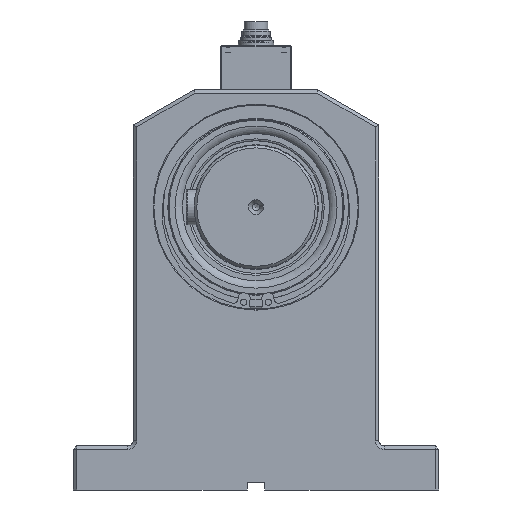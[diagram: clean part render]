
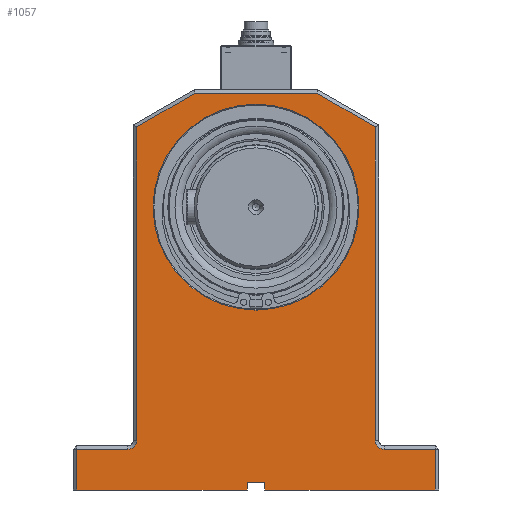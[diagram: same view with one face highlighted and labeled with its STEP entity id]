
A CAD part, left-side view. The second image highlights one B-rep face of the part: STEP entity #1057.
In plain terms, the highlighted face is planar.
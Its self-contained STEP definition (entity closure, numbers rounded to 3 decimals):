
#1057 = ADVANCED_FACE( '', ( #2185, #2186 ), #2187, .F. );
#2185 = FACE_BOUND( '', #3842, .T. );
#2186 = FACE_OUTER_BOUND( '', #3843, .T. );
#2187 = PLANE( '', #3844 );
#3842 = EDGE_LOOP( '', ( #5553 ) );
#3843 = EDGE_LOOP( '', ( #5554, #5555, #5556, #5557, #5558, #5559, #5560, #5561, #5562, #5563, #5564, #5565, #5566, #5567, #5568, #5569 ) );
#3844 = AXIS2_PLACEMENT_3D( '', #5570, #5571, #5572 );
#5553 = ORIENTED_EDGE( '', *, *, #8670, .T. );
#5554 = ORIENTED_EDGE( '', *, *, #8671, .T. );
#5555 = ORIENTED_EDGE( '', *, *, #8672, .T. );
#5556 = ORIENTED_EDGE( '', *, *, #8673, .T. );
#5557 = ORIENTED_EDGE( '', *, *, #8674, .T. );
#5558 = ORIENTED_EDGE( '', *, *, #8675, .T. );
#5559 = ORIENTED_EDGE( '', *, *, #8676, .T. );
#5560 = ORIENTED_EDGE( '', *, *, #8677, .T. );
#5561 = ORIENTED_EDGE( '', *, *, #8678, .T. );
#5562 = ORIENTED_EDGE( '', *, *, #8679, .T. );
#5563 = ORIENTED_EDGE( '', *, *, #8680, .F. );
#5564 = ORIENTED_EDGE( '', *, *, #8681, .F. );
#5565 = ORIENTED_EDGE( '', *, *, #8682, .F. );
#5566 = ORIENTED_EDGE( '', *, *, #8683, .T. );
#5567 = ORIENTED_EDGE( '', *, *, #8684, .T. );
#5568 = ORIENTED_EDGE( '', *, *, #8685, .T. );
#5569 = ORIENTED_EDGE( '', *, *, #8686, .T. );
#5570 = CARTESIAN_POINT( '', ( 72.5, 0., 28. ) );
#5571 = DIRECTION( '', ( 0., 1., 0. ) );
#5572 = DIRECTION( '', ( 0., 0., 1. ) );
#8670 = EDGE_CURVE( '', #9916, #9916, #9917, .T. );
#8671 = EDGE_CURVE( '', #9918, #9919, #9920, .T. );
#8672 = EDGE_CURVE( '', #9919, #9921, #9922, .T. );
#8673 = EDGE_CURVE( '', #9921, #9923, #9924, .T. );
#8674 = EDGE_CURVE( '', #9923, #9925, #9926, .T. );
#8675 = EDGE_CURVE( '', #9925, #9927, #9928, .T. );
#8676 = EDGE_CURVE( '', #9927, #9929, #9930, .T. );
#8677 = EDGE_CURVE( '', #9929, #9931, #9932, .T. );
#8678 = EDGE_CURVE( '', #9931, #9933, #9934, .T. );
#8679 = EDGE_CURVE( '', #9933, #9935, #9936, .T. );
#8680 = EDGE_CURVE( '', #9937, #9935, #9938, .T. );
#8681 = EDGE_CURVE( '', #9939, #9937, #9940, .T. );
#8682 = EDGE_CURVE( '', #9941, #9939, #9942, .T. );
#8683 = EDGE_CURVE( '', #9941, #9943, #9944, .T. );
#8684 = EDGE_CURVE( '', #9943, #9945, #9946, .T. );
#8685 = EDGE_CURVE( '', #9945, #9947, #9948, .T. );
#8686 = EDGE_CURVE( '', #9947, #9918, #9949, .T. );
#9916 = VERTEX_POINT( '', #11712 );
#9917 = CIRCLE( '', #11713, 58.25 );
#9918 = VERTEX_POINT( '', #11714 );
#9919 = VERTEX_POINT( '', #11715 );
#9920 = LINE( '', #11716, #11717 );
#9921 = VERTEX_POINT( '', #11718 );
#9922 = LINE( '', #11719, #11720 );
#9923 = VERTEX_POINT( '', #11721 );
#9924 = LINE( '', #11722, #11723 );
#9925 = VERTEX_POINT( '', #11724 );
#9926 = LINE( '', #11725, #11726 );
#9927 = VERTEX_POINT( '', #11727 );
#9928 = LINE( '', #11728, #11729 );
#9929 = VERTEX_POINT( '', #11730 );
#9930 = CIRCLE( '', #11731, 5. );
#9931 = VERTEX_POINT( '', #11732 );
#9932 = LINE( '', #11733, #11734 );
#9933 = VERTEX_POINT( '', #11735 );
#9934 = LINE( '', #11736, #11737 );
#9935 = VERTEX_POINT( '', #11738 );
#9936 = LINE( '', #11739, #11740 );
#9937 = VERTEX_POINT( '', #11741 );
#9938 = LINE( '', #11742, #11743 );
#9939 = VERTEX_POINT( '', #11744 );
#9940 = LINE( '', #11745, #11746 );
#9941 = VERTEX_POINT( '', #11747 );
#9942 = LINE( '', #11748, #11749 );
#9943 = VERTEX_POINT( '', #11750 );
#9944 = LINE( '', #11751, #11752 );
#9945 = VERTEX_POINT( '', #11753 );
#9946 = LINE( '', #11754, #11755 );
#9947 = VERTEX_POINT( '', #11756 );
#9948 = LINE( '', #11757, #11758 );
#9949 = CIRCLE( '', #11759, 5. );
#11712 = CARTESIAN_POINT( '', ( 0., 0., 218.25 ) );
#11713 = AXIS2_PLACEMENT_3D( '', #13942, #13943, #13944 );
#11714 = CARTESIAN_POINT( '', ( 67.5, 0., 28. ) );
#11715 = CARTESIAN_POINT( '', ( 67.5, 0., 205.345 ) );
#11716 = CARTESIAN_POINT( '', ( 67.5, 0., 206.5 ) );
#11717 = VECTOR( '', #13945, 1000. );
#11718 = CARTESIAN_POINT( '', ( 34.323, 0., 224.5 ) );
#11719 = CARTESIAN_POINT( '', ( 148.043, 0., 158.844 ) );
#11720 = VECTOR( '', #13946, 1000. );
#11721 = CARTESIAN_POINT( '', ( -34.323, 0., 224.5 ) );
#11722 = CARTESIAN_POINT( '', ( -34.859, 0., 224.5 ) );
#11723 = VECTOR( '', #13947, 1000. );
#11724 = CARTESIAN_POINT( '', ( -67.5, 0., 205.345 ) );
#11725 = CARTESIAN_POINT( '', ( -66.5, 0., 205.923 ) );
#11726 = VECTOR( '', #13948, 1000. );
#11727 = CARTESIAN_POINT( '', ( -67.5, 0., 28. ) );
#11728 = CARTESIAN_POINT( '', ( -67.5, 0., 28. ) );
#11729 = VECTOR( '', #13949, 1000. );
#11730 = CARTESIAN_POINT( '', ( -72.5, 0., 23. ) );
#11731 = AXIS2_PLACEMENT_3D( '', #13950, #13951, #13952 );
#11732 = CARTESIAN_POINT( '', ( -101.5, 0., 23. ) );
#11733 = CARTESIAN_POINT( '', ( -103.5, 0., 23. ) );
#11734 = VECTOR( '', #13953, 1000. );
#11735 = CARTESIAN_POINT( '', ( -101.5, 0., 0. ) );
#11736 = CARTESIAN_POINT( '', ( -101.5, 0., 0. ) );
#11737 = VECTOR( '', #13954, 1000. );
#11738 = CARTESIAN_POINT( '', ( -5., 0., 0. ) );
#11739 = CARTESIAN_POINT( '', ( -103.5, 0., 0. ) );
#11740 = VECTOR( '', #13955, 1000. );
#11741 = CARTESIAN_POINT( '', ( -5., 0., 4.1 ) );
#11742 = CARTESIAN_POINT( '', ( -5., 0., 4.1 ) );
#11743 = VECTOR( '', #13956, 1000. );
#11744 = CARTESIAN_POINT( '', ( 5., 0., 4.1 ) );
#11745 = CARTESIAN_POINT( '', ( 5., 0., 4.1 ) );
#11746 = VECTOR( '', #13957, 1000. );
#11747 = CARTESIAN_POINT( '', ( 5., 0., 0. ) );
#11748 = CARTESIAN_POINT( '', ( 5., 0., 0. ) );
#11749 = VECTOR( '', #13958, 1000. );
#11750 = CARTESIAN_POINT( '', ( 101.5, 0., 0. ) );
#11751 = CARTESIAN_POINT( '', ( -103.5, 0., 0. ) );
#11752 = VECTOR( '', #13959, 1000. );
#11753 = CARTESIAN_POINT( '', ( 101.5, 0., 23. ) );
#11754 = CARTESIAN_POINT( '', ( 101.5, 0., 25. ) );
#11755 = VECTOR( '', #13960, 1000. );
#11756 = CARTESIAN_POINT( '', ( 72.5, 0., 23. ) );
#11757 = CARTESIAN_POINT( '', ( 72.5, 0., 23. ) );
#11758 = VECTOR( '', #13961, 1000. );
#11759 = AXIS2_PLACEMENT_3D( '', #13962, #13963, #13964 );
#13942 = CARTESIAN_POINT( '', ( 0., 0., 160. ) );
#13943 = DIRECTION( '', ( 0., 1., 0. ) );
#13944 = DIRECTION( '', ( 0., 0., 1. ) );
#13945 = DIRECTION( '', ( 0., 0., 1. ) );
#13946 = DIRECTION( '', ( -0.866, 0., 0.5 ) );
#13947 = DIRECTION( '', ( -1., 0., 0. ) );
#13948 = DIRECTION( '', ( -0.866, 0., -0.5 ) );
#13949 = DIRECTION( '', ( 0., 0., -1. ) );
#13950 = CARTESIAN_POINT( '', ( -72.5, 0., 28. ) );
#13951 = DIRECTION( '', ( 0., 1., 0. ) );
#13952 = DIRECTION( '', ( 0., 0., 1. ) );
#13953 = DIRECTION( '', ( -1., 0., 0. ) );
#13954 = DIRECTION( '', ( 0., 0., -1. ) );
#13955 = DIRECTION( '', ( 1., 0., 0. ) );
#13956 = DIRECTION( '', ( 0., 0., -1. ) );
#13957 = DIRECTION( '', ( -1., 0., 0. ) );
#13958 = DIRECTION( '', ( 0., 0., 1. ) );
#13959 = DIRECTION( '', ( 1., 0., 0. ) );
#13960 = DIRECTION( '', ( 0., 0., 1. ) );
#13961 = DIRECTION( '', ( -1., 0., 0. ) );
#13962 = CARTESIAN_POINT( '', ( 72.5, 0., 28. ) );
#13963 = DIRECTION( '', ( 0., 1., 0. ) );
#13964 = DIRECTION( '', ( 0., 0., 1. ) );
